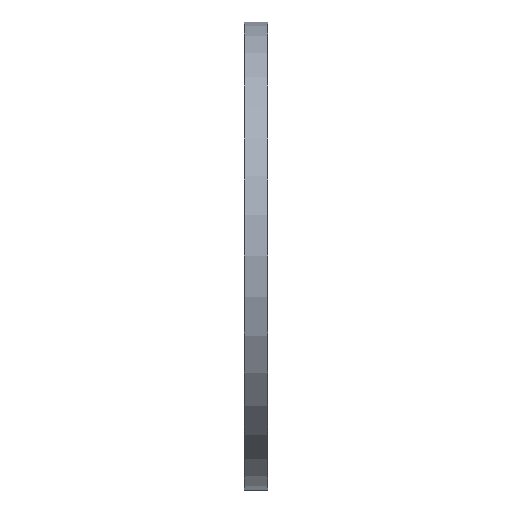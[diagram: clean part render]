
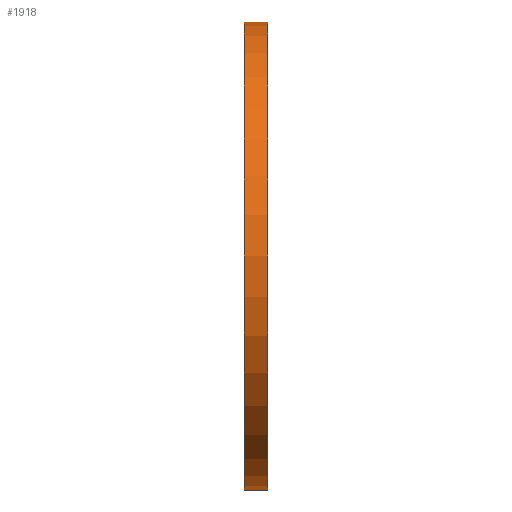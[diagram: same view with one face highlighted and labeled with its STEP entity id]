
A CAD part, left-side view. The second image highlights one B-rep face of the part: STEP entity #1918.
In plain terms, the highlighted cylindrical face has radius 100 mm (diameter 200 mm), a partial arc.
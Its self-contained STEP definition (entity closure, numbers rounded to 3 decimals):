
#167 = EDGE_CURVE ( 'NONE', #13635, #8500, #4554, .T. ) ;
#373 = EDGE_LOOP ( 'NONE', ( #7696, #1513, #12235, #1277 ) ) ;
#1124 = AXIS2_PLACEMENT_3D ( 'NONE', #2682, #10232, #3765 ) ;
#1277 = ORIENTED_EDGE ( 'NONE', *, *, #11416, .T. ) ;
#1513 = ORIENTED_EDGE ( 'NONE', *, *, #5261, .F. ) ;
#1918 = ADVANCED_FACE ( 'NONE', ( #2043 ), #4544, .T. ) ;
#2043 = FACE_OUTER_BOUND ( 'NONE', #373, .T. ) ;
#2505 = DIRECTION ( 'NONE',  ( 0., -1., 0. ) ) ;
#2682 = CARTESIAN_POINT ( 'NONE',  ( 0., 0., 0. ) ) ;
#2846 = EDGE_CURVE ( 'NONE', #7083, #9118, #12167, .T. ) ;
#2883 = CARTESIAN_POINT ( 'NONE',  ( 0., 10., 100. ) ) ;
#3532 = CARTESIAN_POINT ( 'NONE',  ( 0., 0., 100. ) ) ;
#3765 = DIRECTION ( 'NONE',  ( 0., 0., 1. ) ) ;
#4280 = CIRCLE ( 'NONE', #1124, 100. ) ;
#4544 = CYLINDRICAL_SURFACE ( 'NONE', #12198, 100. ) ;
#4554 = LINE ( 'NONE', #5851, #8826 ) ;
#5261 = EDGE_CURVE ( 'NONE', #13635, #7083, #10773, .T. ) ;
#5365 = DIRECTION ( 'NONE',  ( 0., 0., 1. ) ) ;
#5851 = CARTESIAN_POINT ( 'NONE',  ( 0., 10., -100. ) ) ;
#6116 = CARTESIAN_POINT ( 'NONE',  ( 0., 10., 100. ) ) ;
#6472 = DIRECTION ( 'NONE',  ( 0., 0., -1. ) ) ;
#7083 = VERTEX_POINT ( 'NONE', #6116 ) ;
#7696 = ORIENTED_EDGE ( 'NONE', *, *, #2846, .F. ) ;
#8206 = AXIS2_PLACEMENT_3D ( 'NONE', #13100, #8606, #5365 ) ;
#8500 = VERTEX_POINT ( 'NONE', #13854 ) ;
#8606 = DIRECTION ( 'NONE',  ( 0., 1., 0. ) ) ;
#8826 = VECTOR ( 'NONE', #2505, 1000. ) ;
#9118 = VERTEX_POINT ( 'NONE', #3532 ) ;
#10033 = CARTESIAN_POINT ( 'NONE',  ( 0., 10., -100. ) ) ;
#10232 = DIRECTION ( 'NONE',  ( 0., 1., 0. ) ) ;
#10471 = CARTESIAN_POINT ( 'NONE',  ( 0., 10., 0. ) ) ;
#10773 = CIRCLE ( 'NONE', #8206, 100. ) ;
#11416 = EDGE_CURVE ( 'NONE', #8500, #9118, #4280, .T. ) ;
#12167 = LINE ( 'NONE', #2883, #12700 ) ;
#12198 = AXIS2_PLACEMENT_3D ( 'NONE', #10471, #12831, #6472 ) ;
#12235 = ORIENTED_EDGE ( 'NONE', *, *, #167, .T. ) ;
#12646 = DIRECTION ( 'NONE',  ( 0., -1., 0. ) ) ;
#12700 = VECTOR ( 'NONE', #12646, 1000. ) ;
#12831 = DIRECTION ( 'NONE',  ( 0., -1., 0. ) ) ;
#13100 = CARTESIAN_POINT ( 'NONE',  ( 0., 10., 0. ) ) ;
#13635 = VERTEX_POINT ( 'NONE', #10033 ) ;
#13854 = CARTESIAN_POINT ( 'NONE',  ( 0., 0., -100. ) ) ;
